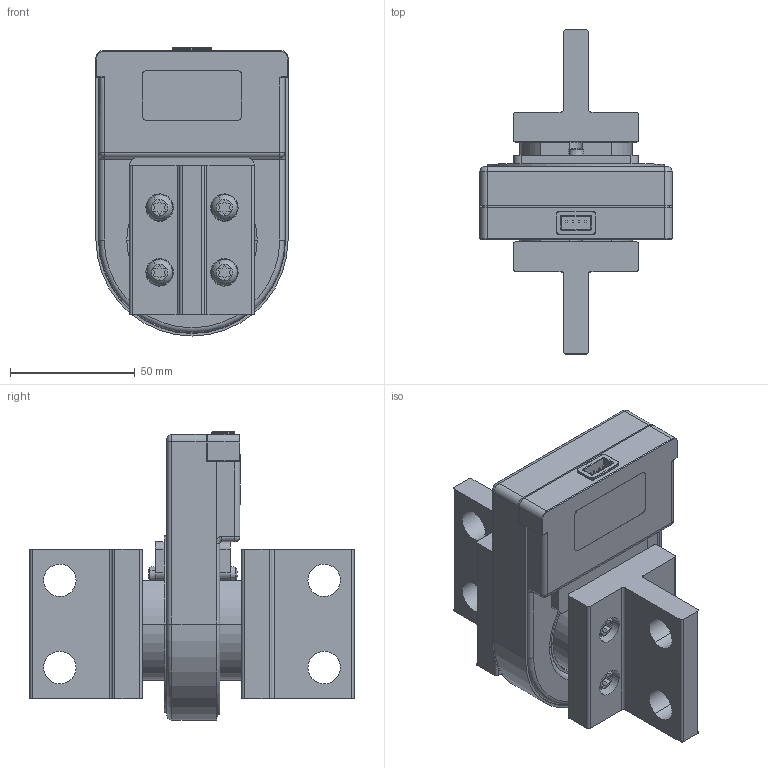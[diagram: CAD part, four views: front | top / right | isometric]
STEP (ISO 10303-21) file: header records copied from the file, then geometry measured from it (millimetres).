
FILE_DESCRIPTION(('CATIA V5 STEP Exchange'),'2;1');
FILE_NAME('1SDH001252R0301_1PA_001_00_CS_EXTERNAL_NEUTRAL_CONDUCTOR_E1.2-E2.2_.stp','2014-03-07T08:24:12+00:00',('none'),('none'),'CATIA Version 5 Release 20 SP 1 (IN-10)','CATIA V5 STEP AP214','none');
FILE_SCHEMA(('AUTOMOTIVE_DESIGN { 1 0 10303 214 1 1 1 1 }'));
Length unit declared in the file: millimetre
Products named in the file (1): 1SDH001252R0301_1PA_001_00_CS_EXTERNAL_NEUTRAL_CONDUCTOR_E1.2-E2.2_
Bounding box: 77 x 130 x 115.5 mm (x, y, z)
Volume: 333000.3 mm3; surface area: 106866.9 mm2
Topology: 24 solids, 24 shells, 541 faces, 1304 edges, 834 vertices
Faces by surface type: plane 290, cylinder 187, torus 31, sphere 24, cone 6, bspline 3
Entity records: 15324 total; most frequent: CARTESIAN_POINT 3033, ORIENTED_EDGE 2596, DIRECTION 2139, EDGE_CURVE 1298, AXIS2_PLACEMENT_3D 888, VERTEX_POINT 834, VECTOR 804, LINE 804
